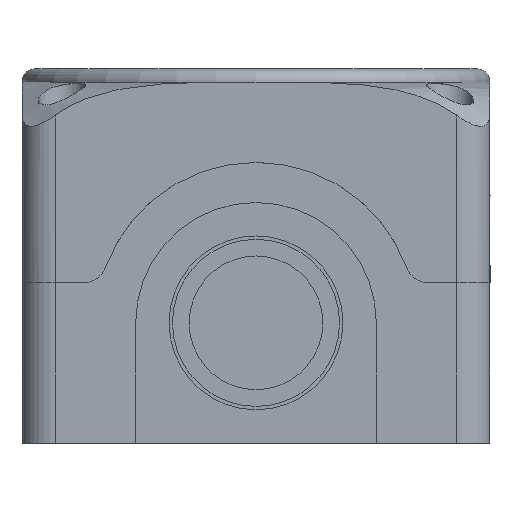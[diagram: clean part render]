
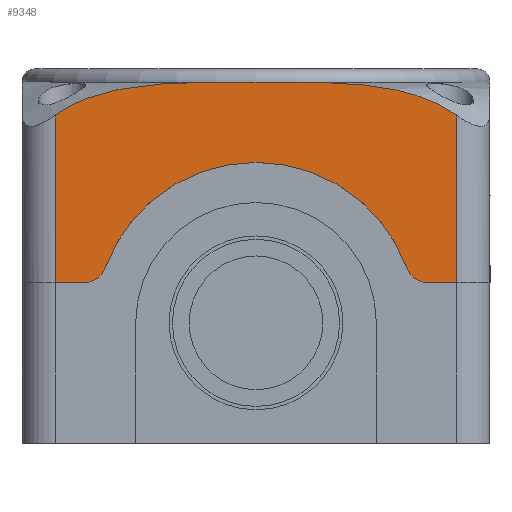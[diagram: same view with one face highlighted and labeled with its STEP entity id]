
A CAD part, front view. The second image highlights one B-rep face of the part: STEP entity #9348.
In plain terms, the highlighted planar face has unit normal (0, -1, 0).
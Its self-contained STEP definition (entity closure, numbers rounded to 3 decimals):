
#1171=CARTESIAN_POINT('',(35.0,-126.0,54.0));
#1172=VERTEX_POINT('',#1171);
#1737=CARTESIAN_POINT('',(5.0,-126.,49.092));
#1738=VERTEX_POINT('',#1737);
#1764=CARTESIAN_POINT('',(5.0,-126.,24.0));
#1765=VERTEX_POINT('',#1764);
#1773=CARTESIAN_POINT('',(5.0,-126.,24.0));
#1774=DIRECTION('',(0.0,0.0,1.0));
#1775=VECTOR('',#1774,25.092);
#1776=LINE('',#1773,#1775);
#1777=EDGE_CURVE('',#1765,#1738,#1776,.T.);
#1929=CARTESIAN_POINT('',(65.0,-126.0,24.0));
#1930=VERTEX_POINT('',#1929);
#1938=CARTESIAN_POINT('',(60.807,-126.0,24.));
#1939=VERTEX_POINT('',#1938);
#1940=CARTESIAN_POINT('',(60.807,-126.0,24.0));
#1941=DIRECTION('',(1.0,0.0,0.0));
#1942=VECTOR('',#1941,4.193);
#1943=LINE('',#1940,#1942);
#1944=EDGE_CURVE('',#1939,#1930,#1943,.T.);
#8690=CARTESIAN_POINT('',(65.0,-126.0,49.092));
#8691=VERTEX_POINT('',#8690);
#8707=CARTESIAN_POINT('',(65.0,-126.0,49.092));
#8708=DIRECTION('',(0.0,0.0,-1.0));
#8709=VECTOR('',#8708,25.092);
#8710=LINE('',#8707,#8709);
#8711=EDGE_CURVE('',#8691,#1930,#8710,.T.);
#8797=CARTESIAN_POINT('',(65.0,-126.0,49.092));
#8798=CARTESIAN_POINT('',(64.746,-126.0,49.273));
#8799=CARTESIAN_POINT('',(64.492,-126.0,49.445));
#8800=CARTESIAN_POINT('',(63.364,-126.0,50.168));
#8801=CARTESIAN_POINT('',(62.356,-126.0,50.703));
#8802=CARTESIAN_POINT('',(60.267,-126.0,51.61));
#8803=CARTESIAN_POINT('',(59.187,-126.0,51.985));
#8804=CARTESIAN_POINT('',(56.426,-126.0,52.787));
#8805=CARTESIAN_POINT('',(54.555,-126.0,53.151));
#8806=CARTESIAN_POINT('',(50.693,-126.0,53.656));
#8807=CARTESIAN_POINT('',(48.702,-126.0,53.797));
#8808=CARTESIAN_POINT('',(44.703,-126.0,53.96));
#8809=CARTESIAN_POINT('',(42.694,-126.0,53.983));
#8810=CARTESIAN_POINT('',(38.761,-126.0,54.003));
#8811=CARTESIAN_POINT('',(36.835,-126.0,54.0));
#8812=CARTESIAN_POINT('',(35.,-126.0,54.0));
#8813=B_SPLINE_CURVE_WITH_KNOTS('',3,(#8797,#8798,#8799,#8800,#8801,#8802,#8803,#8804,#8805,#8806,#8807,#8808,#8809,#8810,#8811,#8812),.UNSPECIFIED.,.F.,.U.,(4,2,2,2,2,2,2,4),(-2.916,-2.826,-2.514,-2.202,-1.651,-1.101,-0.55,0.0),.UNSPECIFIED.);
#8814=EDGE_CURVE('',#8691,#1172,#8813,.T.);
#8880=CARTESIAN_POINT('',(35.,-126.0,54.0));
#8881=CARTESIAN_POINT('',(33.165,-126.0,54.0));
#8882=CARTESIAN_POINT('',(31.239,-126.0,54.003));
#8883=CARTESIAN_POINT('',(27.306,-126.0,53.983));
#8884=CARTESIAN_POINT('',(25.297,-126.0,53.96));
#8885=CARTESIAN_POINT('',(21.298,-126.0,53.797));
#8886=CARTESIAN_POINT('',(19.307,-126.0,53.656));
#8887=CARTESIAN_POINT('',(15.445,-126.0,53.151));
#8888=CARTESIAN_POINT('',(13.574,-126.,52.787));
#8889=CARTESIAN_POINT('',(10.813,-126.,51.985));
#8890=CARTESIAN_POINT('',(9.733,-126.0,51.61));
#8891=CARTESIAN_POINT('',(7.644,-126.,50.703));
#8892=CARTESIAN_POINT('',(6.636,-126.,50.168));
#8893=CARTESIAN_POINT('',(5.508,-126.,49.445));
#8894=CARTESIAN_POINT('',(5.254,-126.,49.273));
#8895=CARTESIAN_POINT('',(5.0,-126.,49.092));
#8896=B_SPLINE_CURVE_WITH_KNOTS('',3,(#8880,#8881,#8882,#8883,#8884,#8885,#8886,#8887,#8888,#8889,#8890,#8891,#8892,#8893,#8894,#8895),.UNSPECIFIED.,.F.,.U.,(4,2,2,2,2,2,2,4),(0.0,0.55,1.101,1.651,2.202,2.514,2.826,2.916),.UNSPECIFIED.);
#8897=EDGE_CURVE('',#1172,#1738,#8896,.T.);
#9202=CARTESIAN_POINT('',(9.193,-126.,24.));
#9203=VERTEX_POINT('',#9202);
#9210=CARTESIAN_POINT('',(5.0,-126.,24.0));
#9211=DIRECTION('',(1.0,0.0,0.0));
#9212=VECTOR('',#9211,4.193);
#9213=LINE('',#9210,#9212);
#9214=EDGE_CURVE('',#1765,#9203,#9213,.T.);
#9310=CARTESIAN_POINT('',(0.0,-126.,24.0));
#9311=DIRECTION('',(0.0,-1.0,0.0));
#9312=DIRECTION('',(1.0,0.0,0.0));
#9313=AXIS2_PLACEMENT_3D('',#9310,#9311,#9312);
#9314=PLANE('',#9313);
#9315=CARTESIAN_POINT('',(12.478,-126.,26.291));
#9316=VERTEX_POINT('',#9315);
#9317=CARTESIAN_POINT('',(9.193,-126.,27.5));
#9318=DIRECTION('',(0.0,-1.0,0.0));
#9319=DIRECTION('',(0.572,0.0,-0.82));
#9320=AXIS2_PLACEMENT_3D('',#9317,#9318,#9319);
#9321=CIRCLE('',#9320,3.5);
#9322=EDGE_CURVE('',#9203,#9316,#9321,.T.);
#9323=ORIENTED_EDGE('',*,*,#9322,.T.);
#9324=CARTESIAN_POINT('',(57.522,-126.0,26.291));
#9325=VERTEX_POINT('',#9324);
#9326=CARTESIAN_POINT('',(35.,-126.,18.));
#9327=DIRECTION('',(0.,1.0,0.));
#9328=DIRECTION('',(-0.968,0.,0.25));
#9329=AXIS2_PLACEMENT_3D('',#9326,#9327,#9328);
#9330=CIRCLE('',#9329,24.);
#9331=EDGE_CURVE('',#9316,#9325,#9330,.T.);
#9332=ORIENTED_EDGE('',*,*,#9331,.T.);
#9333=CARTESIAN_POINT('',(60.807,-126.,27.5));
#9334=DIRECTION('',(0.0,-1.0,0.0));
#9335=DIRECTION('',(-0.572,0.0,-0.82));
#9336=AXIS2_PLACEMENT_3D('',#9333,#9334,#9335);
#9337=CIRCLE('',#9336,3.5);
#9338=EDGE_CURVE('',#9325,#1939,#9337,.T.);
#9339=ORIENTED_EDGE('',*,*,#9338,.T.);
#9340=ORIENTED_EDGE('',*,*,#1944,.T.);
#9341=ORIENTED_EDGE('',*,*,#8711,.F.);
#9342=ORIENTED_EDGE('',*,*,#8814,.T.);
#9343=ORIENTED_EDGE('',*,*,#8897,.T.);
#9344=ORIENTED_EDGE('',*,*,#1777,.F.);
#9345=ORIENTED_EDGE('',*,*,#9214,.T.);
#9346=EDGE_LOOP('',(#9323,#9332,#9339,#9340,#9341,#9342,#9343,#9344,#9345));
#9347=FACE_OUTER_BOUND('',#9346,.T.);
#9348=ADVANCED_FACE('',(#9347),#9314,.T.);
